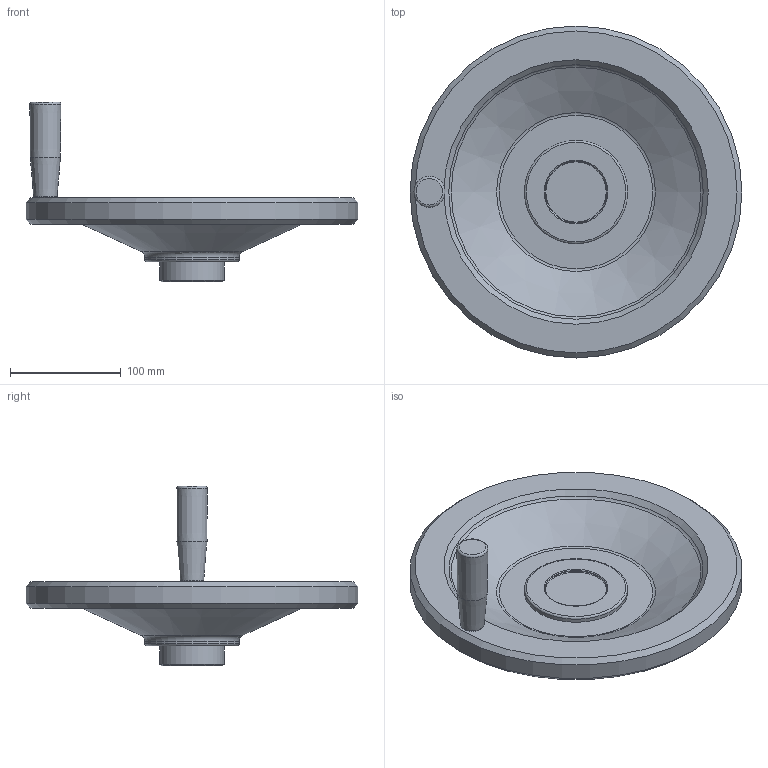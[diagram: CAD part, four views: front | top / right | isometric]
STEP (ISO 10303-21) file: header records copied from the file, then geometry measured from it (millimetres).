
FILE_DESCRIPTION( ( 'Unknown' ), '1' );
FILE_NAME( '7102030_VPR300_M.stp', 'Unknown', ( 'Unknown' ), ( 'Unknown' ), 'PSStep 11.0', 'Unknown', ' ' );
FILE_SCHEMA( ( 'AUTOMOTIVE_DESIGN { 1 0 10303 214 1 1 1 1 }' ) );
Length unit declared in the file: millimetre
Products named in the file (1): 1831031
Bounding box: 300 x 300 x 162.4 mm (x, y, z)
Volume: 1280885 mm3; surface area: 193939.3 mm2
Topology: 1 solids, 4 shells, 99 faces, 220 edges, 137 vertices
Faces by surface type: plane 38, cone 20, cylinder 19, torus 13, bspline 9
Full cylindrical faces by diameter (mm): 5.1 x1, 8 x1, 8.3 x1, 8.376 x2, 9 x1, 10 x1, 10.6 x1, 14 x1, 14.5 x1, 48 x1, 56.1 x1, 58 x1, 85.16 x1, 93.4 x1, 300 x1
Entity records: 5155 total; most frequent: CARTESIAN_POINT 2417, DIRECTION 408, ORIENTED_EDGE 328, AXIS2_PLACEMENT_3D 179, EDGE_CURVE 164, EDGE_LOOP 154, VERTEX_POINT 126, FACE_OUTER_BOUND 125
